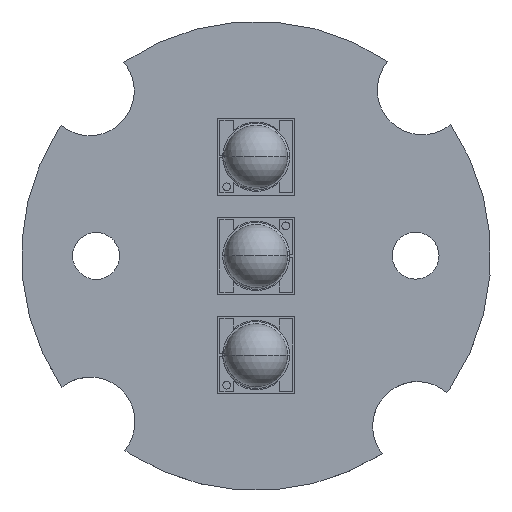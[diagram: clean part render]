
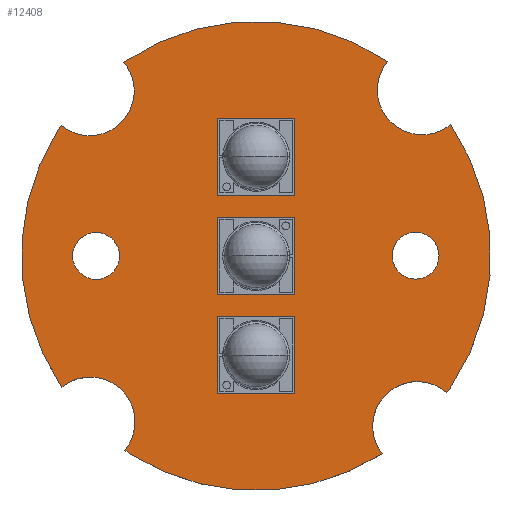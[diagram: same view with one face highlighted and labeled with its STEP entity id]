
A CAD part, top view. The second image highlights one B-rep face of the part: STEP entity #12408.
In plain terms, the highlighted planar face has unit normal (0, 0, 1).
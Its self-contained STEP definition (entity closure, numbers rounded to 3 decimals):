
#11839 = VERTEX_POINT('',#11840);
#11840 = CARTESIAN_POINT('',(141.413,-74.643,1.6));
#11846 = EDGE_CURVE('',#11839,#11847,#11849,.T.);
#11847 = VERTEX_POINT('',#11848);
#11848 = CARTESIAN_POINT('',(153.222,-74.612,1.6));
#11849 = CIRCLE('',#11850,10.5);
#11850 = AXIS2_PLACEMENT_3D('',#11851,#11852,#11853);
#11851 = CARTESIAN_POINT('',(147.34,-83.31,1.6));
#11852 = DIRECTION('',(0.,0.,-1.));
#11853 = DIRECTION('',(-0.564,0.825,0.));
#11879 = EDGE_CURVE('',#11847,#11880,#11882,.T.);
#11880 = VERTEX_POINT('',#11881);
#11881 = CARTESIAN_POINT('',(155.928,-77.516,1.6));
#11882 = CIRCLE('',#11883,2.001);
#11883 = AXIS2_PLACEMENT_3D('',#11884,#11885,#11886);
#11884 = CARTESIAN_POINT('',(154.764,-75.887,1.6));
#11885 = DIRECTION('',(0.,0.,1.));
#11886 = DIRECTION('',(-0.771,0.637,0.));
#11912 = EDGE_CURVE('',#11880,#11913,#11915,.T.);
#11913 = VERTEX_POINT('',#11914);
#11914 = CARTESIAN_POINT('',(156.038,-77.428,1.6));
#11915 = LINE('',#11916,#11917);
#11916 = CARTESIAN_POINT('',(155.928,-77.516,1.6));
#11917 = VECTOR('',#11918,1.);
#11918 = DIRECTION('',(0.782,0.623,0.));
#11943 = EDGE_CURVE('',#11913,#11944,#11946,.T.);
#11944 = VERTEX_POINT('',#11945);
#11945 = CARTESIAN_POINT('',(156.057,-89.168,1.6));
#11946 = CIRCLE('',#11947,10.495);
#11947 = AXIS2_PLACEMENT_3D('',#11948,#11949,#11950);
#11948 = CARTESIAN_POINT('',(147.347,-83.312,1.6));
#11949 = DIRECTION('',(0.,0.,-1.));
#11950 = DIRECTION('',(0.828,0.561,0.));
#11976 = EDGE_CURVE('',#11944,#11977,#11979,.T.);
#11977 = VERTEX_POINT('',#11978);
#11978 = CARTESIAN_POINT('',(155.873,-89.429,1.6));
#11979 = LINE('',#11980,#11981);
#11980 = CARTESIAN_POINT('',(156.057,-89.168,1.6));
#11981 = VECTOR('',#11982,1.);
#11982 = DIRECTION('',(-0.577,-0.817,0.));
#12007 = EDGE_CURVE('',#11977,#12008,#12010,.T.);
#12008 = VERTEX_POINT('',#12009);
#12009 = CARTESIAN_POINT('',(152.896,-92.054,1.6));
#12010 = CIRCLE('',#12011,2.001);
#12011 = AXIS2_PLACEMENT_3D('',#12012,#12013,#12014);
#12012 = CARTESIAN_POINT('',(154.556,-90.936,1.6));
#12013 = DIRECTION('',(0.,0.,1.));
#12014 = DIRECTION('',(0.658,0.753,-0.));
#12040 = EDGE_CURVE('',#12008,#12041,#12043,.T.);
#12041 = VERTEX_POINT('',#12042);
#12042 = CARTESIAN_POINT('',(152.981,-92.166,1.6));
#12043 = LINE('',#12044,#12045);
#12044 = CARTESIAN_POINT('',(152.896,-92.054,1.6));
#12045 = VECTOR('',#12046,1.);
#12046 = DIRECTION('',(0.602,-0.799,0.));
#12071 = EDGE_CURVE('',#12041,#12072,#12074,.T.);
#12072 = VERTEX_POINT('',#12073);
#12073 = CARTESIAN_POINT('',(141.725,-92.186,1.6));
#12074 = CIRCLE('',#12075,10.494);
#12075 = AXIS2_PLACEMENT_3D('',#12076,#12077,#12078);
#12076 = CARTESIAN_POINT('',(147.338,-83.318,1.6));
#12077 = DIRECTION('',(-0.,0.,-1.));
#12078 = DIRECTION('',(0.538,-0.843,-0.));
#12104 = EDGE_CURVE('',#12072,#12105,#12107,.T.);
#12105 = VERTEX_POINT('',#12106);
#12106 = CARTESIAN_POINT('',(141.458,-92.008,1.6));
#12107 = LINE('',#12108,#12109);
#12108 = CARTESIAN_POINT('',(141.725,-92.186,1.6));
#12109 = VECTOR('',#12110,1.);
#12110 = DIRECTION('',(-0.833,0.554,0.));
#12135 = EDGE_CURVE('',#12105,#12136,#12138,.T.);
#12136 = VERTEX_POINT('',#12137);
#12137 = CARTESIAN_POINT('',(138.752,-89.105,1.6));
#12138 = CIRCLE('',#12139,2.001);
#12139 = AXIS2_PLACEMENT_3D('',#12140,#12141,#12142);
#12140 = CARTESIAN_POINT('',(139.916,-90.733,1.6));
#12141 = DIRECTION('',(0.,0.,1.));
#12142 = DIRECTION('',(0.771,-0.637,0.));
#12168 = EDGE_CURVE('',#12136,#12169,#12171,.T.);
#12169 = VERTEX_POINT('',#12170);
#12170 = CARTESIAN_POINT('',(138.642,-89.192,1.6));
#12171 = LINE('',#12172,#12173);
#12172 = CARTESIAN_POINT('',(138.752,-89.105,1.6));
#12173 = VECTOR('',#12174,1.);
#12174 = DIRECTION('',(-0.782,-0.623,0.));
#12199 = EDGE_CURVE('',#12169,#12200,#12202,.T.);
#12200 = VERTEX_POINT('',#12201);
#12201 = CARTESIAN_POINT('',(138.432,-77.747,1.6));
#12202 = CIRCLE('',#12203,10.495);
#12203 = AXIS2_PLACEMENT_3D('',#12204,#12205,#12206);
#12204 = CARTESIAN_POINT('',(147.332,-83.308,1.6));
#12205 = DIRECTION('',(0.,0.,-1.));
#12206 = DIRECTION('',(-0.828,-0.561,-0.));
#12232 = EDGE_CURVE('',#12200,#12233,#12235,.T.);
#12233 = VERTEX_POINT('',#12234);
#12234 = CARTESIAN_POINT('',(138.612,-77.473,1.6));
#12235 = LINE('',#12236,#12237);
#12236 = CARTESIAN_POINT('',(138.432,-77.747,1.6));
#12237 = VECTOR('',#12238,1.);
#12238 = DIRECTION('',(0.549,0.836,0.));
#12263 = EDGE_CURVE('',#12233,#12264,#12266,.T.);
#12264 = VERTEX_POINT('',#12265);
#12265 = CARTESIAN_POINT('',(141.502,-74.752,1.6));
#12266 = CIRCLE('',#12267,2.001);
#12267 = AXIS2_PLACEMENT_3D('',#12268,#12269,#12270);
#12268 = CARTESIAN_POINT('',(139.882,-75.927,1.6));
#12269 = DIRECTION('',(0.,0.,1.));
#12270 = DIRECTION('',(-0.635,-0.773,0.));
#12296 = EDGE_CURVE('',#12264,#11839,#12297,.T.);
#12297 = LINE('',#12298,#12299);
#12298 = CARTESIAN_POINT('',(141.502,-74.752,1.6));
#12299 = VECTOR('',#12300,1.);
#12300 = DIRECTION('',(-0.629,0.778,0.));
#12320 = VERTEX_POINT('',#12321);
#12321 = CARTESIAN_POINT('',(141.225,-83.31,1.6));
#12327 = EDGE_CURVE('',#12320,#12320,#12328,.T.);
#12328 = CIRCLE('',#12329,1.05);
#12329 = AXIS2_PLACEMENT_3D('',#12330,#12331,#12332);
#12330 = CARTESIAN_POINT('',(140.175,-83.31,1.6));
#12331 = DIRECTION('',(0.,0.,1.));
#12332 = DIRECTION('',(1.,0.,-0.));
#12353 = VERTEX_POINT('',#12354);
#12354 = CARTESIAN_POINT('',(155.525,-83.3,1.6));
#12360 = EDGE_CURVE('',#12353,#12353,#12361,.T.);
#12361 = CIRCLE('',#12362,1.05);
#12362 = AXIS2_PLACEMENT_3D('',#12363,#12364,#12365);
#12363 = CARTESIAN_POINT('',(154.475,-83.3,1.6));
#12364 = DIRECTION('',(0.,0.,1.));
#12365 = DIRECTION('',(1.,0.,-0.));
#12408 = ADVANCED_FACE('',(#12409,#12426,#12429),#12432,.T.);
#12409 = FACE_BOUND('',#12410,.F.);
#12410 = EDGE_LOOP('',(#12411,#12412,#12413,#12414,#12415,#12416,#12417,
    #12418,#12419,#12420,#12421,#12422,#12423,#12424,#12425));
#12411 = ORIENTED_EDGE('',*,*,#11846,.T.);
#12412 = ORIENTED_EDGE('',*,*,#11879,.T.);
#12413 = ORIENTED_EDGE('',*,*,#11912,.T.);
#12414 = ORIENTED_EDGE('',*,*,#11943,.T.);
#12415 = ORIENTED_EDGE('',*,*,#11976,.T.);
#12416 = ORIENTED_EDGE('',*,*,#12007,.T.);
#12417 = ORIENTED_EDGE('',*,*,#12040,.T.);
#12418 = ORIENTED_EDGE('',*,*,#12071,.T.);
#12419 = ORIENTED_EDGE('',*,*,#12104,.T.);
#12420 = ORIENTED_EDGE('',*,*,#12135,.T.);
#12421 = ORIENTED_EDGE('',*,*,#12168,.T.);
#12422 = ORIENTED_EDGE('',*,*,#12199,.T.);
#12423 = ORIENTED_EDGE('',*,*,#12232,.T.);
#12424 = ORIENTED_EDGE('',*,*,#12263,.T.);
#12425 = ORIENTED_EDGE('',*,*,#12296,.T.);
#12426 = FACE_BOUND('',#12427,.F.);
#12427 = EDGE_LOOP('',(#12428));
#12428 = ORIENTED_EDGE('',*,*,#12327,.T.);
#12429 = FACE_BOUND('',#12430,.F.);
#12430 = EDGE_LOOP('',(#12431));
#12431 = ORIENTED_EDGE('',*,*,#12360,.T.);
#12432 = PLANE('',#12433);
#12433 = AXIS2_PLACEMENT_3D('',#12434,#12435,#12436);
#12434 = CARTESIAN_POINT('',(0.,0.,1.6));
#12435 = DIRECTION('',(0.,0.,1.));
#12436 = DIRECTION('',(1.,0.,-0.));
